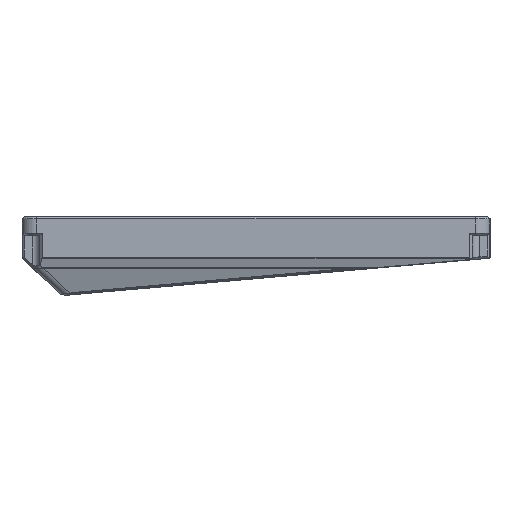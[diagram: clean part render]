
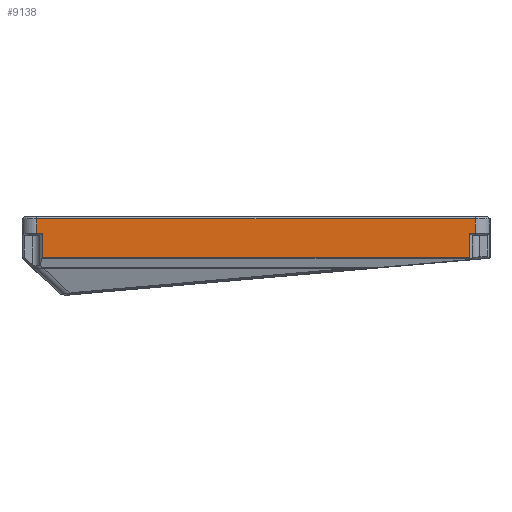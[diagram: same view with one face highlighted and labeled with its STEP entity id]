
A CAD part, left-side view. The second image highlights one B-rep face of the part: STEP entity #9138.
In plain terms, the highlighted planar face has unit normal (-1, 0, 0).
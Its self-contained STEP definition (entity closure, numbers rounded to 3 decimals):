
#403=PLANE('',#9884);
#785=FACE_OUTER_BOUND('',#1338,.T.);
#1338=EDGE_LOOP('',(#7192,#7193,#7194,#7195,#7196,#7197,#7198,#7199));
#2076=LINE('',#14471,#2981);
#2123=LINE('',#14587,#3028);
#2124=LINE('',#14591,#3029);
#2125=LINE('',#14593,#3030);
#2126=LINE('',#14595,#3031);
#2127=LINE('',#14597,#3032);
#2128=LINE('',#14599,#3033);
#2129=LINE('',#14600,#3034);
#2981=VECTOR('',#11495,10.);
#3028=VECTOR('',#11598,10.);
#3029=VECTOR('',#11603,10.);
#3030=VECTOR('',#11604,10.);
#3031=VECTOR('',#11605,10.);
#3032=VECTOR('',#11606,10.);
#3033=VECTOR('',#11607,10.);
#3034=VECTOR('',#11608,10.);
#4254=VERTEX_POINT('',#14461);
#4256=VERTEX_POINT('',#14467);
#4298=VERTEX_POINT('',#14586);
#4299=VERTEX_POINT('',#14590);
#4300=VERTEX_POINT('',#14592);
#4301=VERTEX_POINT('',#14594);
#4302=VERTEX_POINT('',#14596);
#4303=VERTEX_POINT('',#14598);
#5289=EDGE_CURVE('',#4254,#4256,#2076,.T.);
#5348=EDGE_CURVE('',#4256,#4298,#2123,.T.);
#5350=EDGE_CURVE('',#4299,#4254,#2124,.T.);
#5351=EDGE_CURVE('',#4300,#4299,#2125,.T.);
#5352=EDGE_CURVE('',#4301,#4300,#2126,.T.);
#5353=EDGE_CURVE('',#4302,#4301,#2127,.T.);
#5354=EDGE_CURVE('',#4303,#4302,#2128,.T.);
#5355=EDGE_CURVE('',#4298,#4303,#2129,.T.);
#7192=ORIENTED_EDGE('',*,*,#5289,.F.);
#7193=ORIENTED_EDGE('',*,*,#5350,.F.);
#7194=ORIENTED_EDGE('',*,*,#5351,.F.);
#7195=ORIENTED_EDGE('',*,*,#5352,.F.);
#7196=ORIENTED_EDGE('',*,*,#5353,.F.);
#7197=ORIENTED_EDGE('',*,*,#5354,.F.);
#7198=ORIENTED_EDGE('',*,*,#5355,.F.);
#7199=ORIENTED_EDGE('',*,*,#5348,.F.);
#9138=ADVANCED_FACE('',(#785),#403,.F.);
#9884=AXIS2_PLACEMENT_3D('',#14589,#11601,#11602);
#11495=DIRECTION('',(0.,-1.,0.));
#11598=DIRECTION('',(0.,0.,-1.));
#11601=DIRECTION('center_axis',(1.,0.,0.));
#11602=DIRECTION('ref_axis',(0.,-1.,0.));
#11603=DIRECTION('',(0.,0.,1.));
#11604=DIRECTION('',(0.,1.,0.));
#11605=DIRECTION('',(0.,0.,1.));
#11606=DIRECTION('',(0.,1.,0.));
#11607=DIRECTION('',(0.,0.,-1.));
#11608=DIRECTION('',(0.,1.,0.));
#14461=CARTESIAN_POINT('',(-3.18,97.483,3.8));
#14467=CARTESIAN_POINT('',(-3.18,-1.717,3.8));
#14471=CARTESIAN_POINT('',(-3.18,47.283,3.8));
#14586=CARTESIAN_POINT('',(-3.18,-1.717,0.5));
#14587=CARTESIAN_POINT('',(-3.18,-1.717,4.));
#14589=CARTESIAN_POINT('Origin',(-3.18,100.783,4.));
#14590=CARTESIAN_POINT('',(-3.18,97.483,0.5));
#14591=CARTESIAN_POINT('',(-3.18,97.483,4.));
#14592=CARTESIAN_POINT('',(-3.18,96.233,0.5));
#14593=CARTESIAN_POINT('',(-3.18,74.333,0.5));
#14594=CARTESIAN_POINT('',(-3.18,96.233,-5.005));
#14595=CARTESIAN_POINT('',(-3.18,96.233,2.));
#14596=CARTESIAN_POINT('',(-3.18,-0.467,-5.005));
#14597=CARTESIAN_POINT('',(-3.18,100.783,-5.005));
#14598=CARTESIAN_POINT('',(-3.18,-0.467,0.5));
#14599=CARTESIAN_POINT('',(-3.18,-0.467,2.));
#14600=CARTESIAN_POINT('',(-3.18,74.333,0.5));
